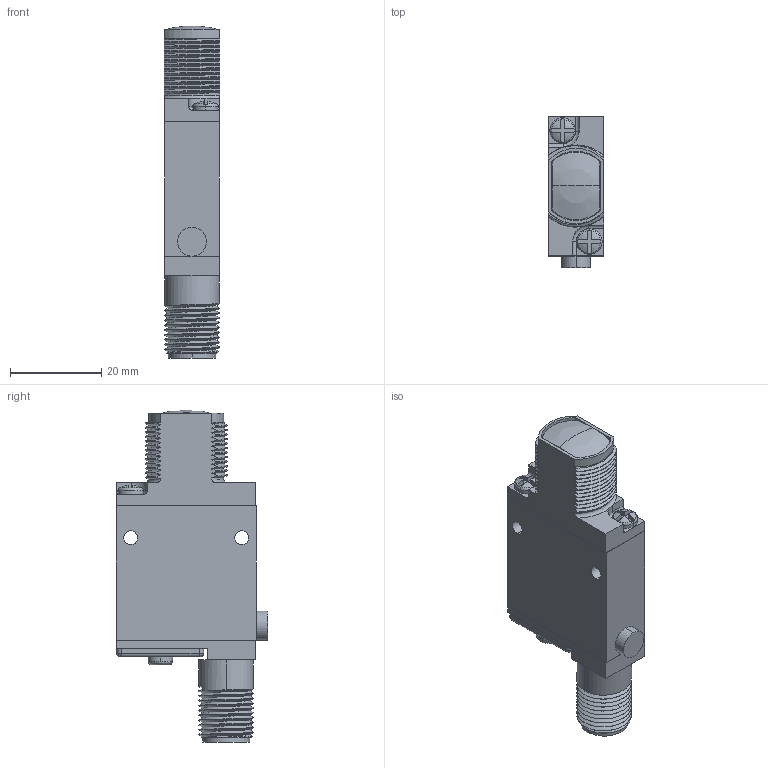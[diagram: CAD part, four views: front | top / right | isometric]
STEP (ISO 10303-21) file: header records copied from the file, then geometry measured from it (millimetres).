
FILE_DESCRIPTION((''),'2;1');
FILE_NAME('154462_ASM','2015-09-03T',('pdmadmin'),(''),'PRO/ENGINEER BY PARAMETRIC TECHNOLOGY CORPORATION, 2013230','PRO/ENGINEER BY PARAMETRIC TECHNOLOGY CORPORATION, 2013230','');
FILE_SCHEMA(('CONFIG_CONTROL_DESIGN'));
Length unit declared in the file: inch
Products named in the file (14): 12833; 13933; 12922; 10154_ASM; 08389; 14373; 15747; 08427; 35449_ASM; 12777; 12802; 12881; 49802_ASM; 154462_ASM
Assembly tree (14 placements, depth 3):
  154462_ASM
    12833
    10154_ASM
      13933
      12922
    08389  x2
    35449_ASM
      14373
      15747
      08427
    49802_ASM
      12777
      12802
      12881
Bounding box: 12.09 x 33.27 x 72.83 mm (x, y, z)
Volume: 7648.3 mm3; surface area: 15628.8 mm2
Topology: 11 solids, 13 shells, 1103 faces, 2987 edges, 1961 vertices
Faces by surface type: plane 653, cylinder 272, bspline 115, torus 29, cone 20, sphere 10, extrusion 4
Entity records: 61109 total; most frequent: CARTESIAN_POINT 34146, ORIENTED_EDGE 5834, DIRECTION 5070, EDGE_CURVE 2921, VECTOR 2010, LINE 2006, VERTEX_POINT 1919, AXIS2_PLACEMENT_3D 1530
